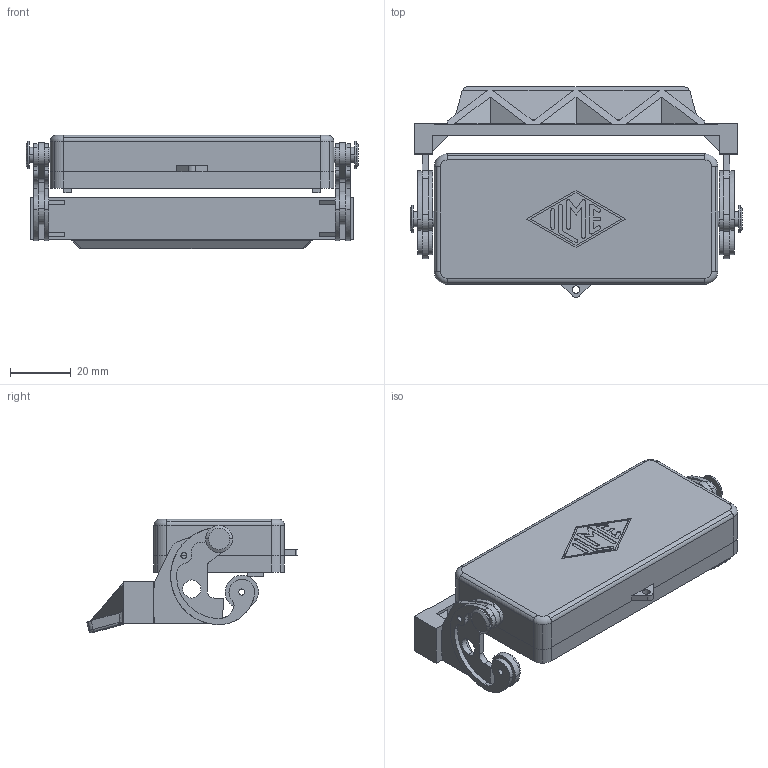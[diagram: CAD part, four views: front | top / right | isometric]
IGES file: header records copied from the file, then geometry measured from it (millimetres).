
Global section: file name: No Iges File Name specified; native system: AutoDesk Inventor R6.1; preprocessor: AutoDesk Inventor Iges Exporter R6.1; author: No Author specified; organization: No Organization specified; date: 20061213.102808; units: millimetre
Bounding box: 109.5 x 69.44 x 37.43 mm (x, y, z)
Volume: 45005.2 mm3; surface area: 28460.7 mm2
Topology: 1 solids, 1 shells, 374 faces, 1001 edges, 650 vertices
Faces by surface type: plane 151, bspline 93, revolution 64, cylinder 59, torus 5, cone 2
